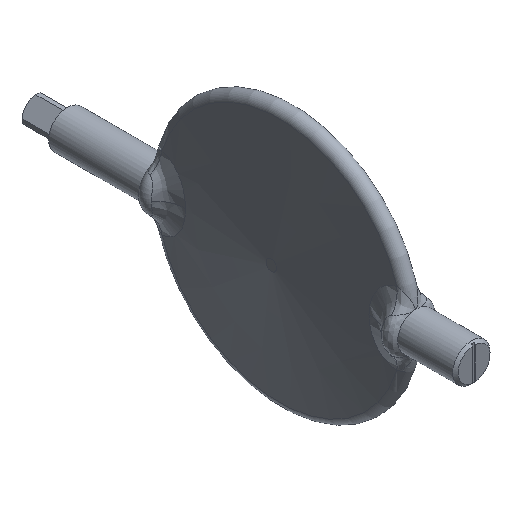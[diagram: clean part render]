
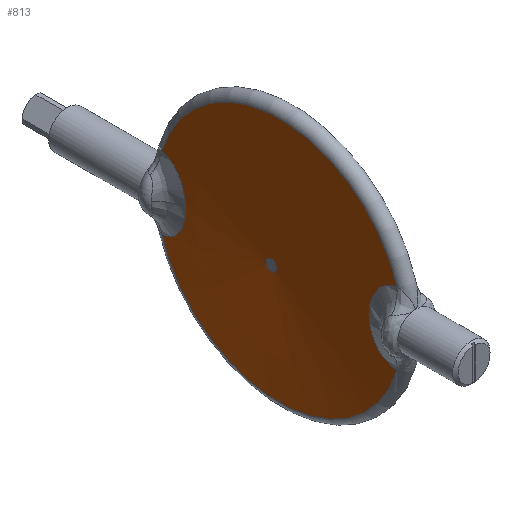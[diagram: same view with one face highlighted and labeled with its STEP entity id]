
A CAD part, isometric view. The second image highlights one B-rep face of the part: STEP entity #813.
In plain terms, the highlighted conical face has half-angle 86.1 degrees and reference radius 24.052 mm.
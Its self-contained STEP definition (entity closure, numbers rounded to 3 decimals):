
#160=CARTESIAN_POINT('',(-2.993,44.038,-13.648));
#161=VERTEX_POINT('',#160);
#320=CARTESIAN_POINT('',(-3.791,34.402,0.0));
#321=VERTEX_POINT('',#320);
#322=CARTESIAN_POINT('',(-2.993,44.038,-13.648));
#323=CARTESIAN_POINT('',(-3.022,43.607,-13.582));
#324=CARTESIAN_POINT('',(-3.082,42.751,-13.392));
#325=CARTESIAN_POINT('',(-3.172,41.509,-12.93));
#326=CARTESIAN_POINT('',(-3.26,40.351,-12.317));
#327=CARTESIAN_POINT('',(-3.345,39.278,-11.562));
#328=CARTESIAN_POINT('',(-3.426,38.299,-10.678));
#329=CARTESIAN_POINT('',(-3.488,37.579,-9.859));
#330=CARTESIAN_POINT('',(-3.556,36.803,-8.818));
#331=CARTESIAN_POINT('',(-3.618,36.135,-7.691));
#332=CARTESIAN_POINT('',(-3.677,35.521,-6.305));
#333=CARTESIAN_POINT('',(-3.719,35.103,-5.086));
#334=CARTESIAN_POINT('',(-3.751,34.784,-3.832));
#335=CARTESIAN_POINT('',(-3.782,34.488,-2.143));
#336=CARTESIAN_POINT('',(-3.791,34.402,-0.856));
#337=CARTESIAN_POINT('',(-3.791,34.402,0.));
#338=B_SPLINE_CURVE_WITH_KNOTS('',3,(#322,#323,#324,#325,#326,#327,#328,#329,#330,#331,#332,#333,#334,#335,#336,#337),.UNSPECIFIED.,.F.,.U.,(4,1,1,1,1,1,1,1,1,1,1,1,1,4),(-1.833,-1.702,-1.571,-1.44,-1.309,-1.178,-1.047,-0.982,-0.785,-0.655,-0.524,-0.393,-0.262,0.0),.UNSPECIFIED.);
#339=EDGE_CURVE('',#161,#321,#338,.T.);
#472=CARTESIAN_POINT('',(-2.993,44.038,13.648));
#473=VERTEX_POINT('',#472);
#474=CARTESIAN_POINT('',(-3.791,34.402,0.));
#475=CARTESIAN_POINT('',(-3.791,34.402,0.856));
#476=CARTESIAN_POINT('',(-3.779,34.517,2.571));
#477=CARTESIAN_POINT('',(-3.737,34.918,4.465));
#478=CARTESIAN_POINT('',(-3.698,35.312,5.696));
#479=CARTESIAN_POINT('',(-3.654,35.756,6.906));
#480=CARTESIAN_POINT('',(-3.589,36.437,8.277));
#481=CARTESIAN_POINT('',(-3.5,37.436,9.696));
#482=CARTESIAN_POINT('',(-3.426,38.298,10.677));
#483=CARTESIAN_POINT('',(-3.318,39.605,11.857));
#484=CARTESIAN_POINT('',(-3.202,41.095,12.776));
#485=CARTESIAN_POINT('',(-3.082,42.751,13.392));
#486=CARTESIAN_POINT('',(-3.022,43.607,13.582));
#487=CARTESIAN_POINT('',(-2.993,44.038,13.648));
#488=B_SPLINE_CURVE_WITH_KNOTS('',3,(#474,#475,#476,#477,#478,#479,#480,#481,#482,#483,#484,#485,#486,#487),.UNSPECIFIED.,.F.,.U.,(4,1,1,1,1,1,1,1,1,1,1,4),(-1.833,-1.571,-1.309,-1.244,-1.178,-0.916,-0.785,-0.655,-0.524,-0.262,-0.131,0.0),.UNSPECIFIED.);
#489=EDGE_CURVE('',#321,#473,#488,.T.);
#646=CARTESIAN_POINT('',(-2.993,-44.038,13.648));
#647=VERTEX_POINT('',#646);
#648=CARTESIAN_POINT('',(-2.993,0.,0.0));
#649=DIRECTION('',(1.0,0.0,0.0));
#650=DIRECTION('',(0.0,1.0,0.0));
#651=AXIS2_PLACEMENT_3D('',#648,#649,#650);
#652=CIRCLE('',#651,46.104);
#653=EDGE_CURVE('',#473,#647,#652,.T.);
#743=CARTESIAN_POINT('',(-4.497,0.,0.0));
#744=DIRECTION('',(1.0,0.,0.0));
#745=DIRECTION('',(0.0,1.0,0.0));
#746=AXIS2_PLACEMENT_3D('',#743,#744,#745);
#747=CONICAL_SURFACE('',#746,24.052,86.1);
#748=CARTESIAN_POINT('',(-6.,2.,0.0));
#749=VERTEX_POINT('',#748);
#750=CARTESIAN_POINT('',(-6.,0.,0.0));
#751=DIRECTION('',(1.0,0.0,0.0));
#752=DIRECTION('',(0.0,1.0,0.0));
#753=AXIS2_PLACEMENT_3D('',#750,#751,#752);
#754=CIRCLE('',#753,2.);
#755=EDGE_CURVE('',#749,#749,#754,.T.);
#756=ORIENTED_EDGE('',*,*,#755,.T.);
#757=EDGE_LOOP('',(#756));
#758=FACE_OUTER_BOUND('',#757,.T.);
#759=ORIENTED_EDGE('',*,*,#489,.F.);
#760=ORIENTED_EDGE('',*,*,#339,.F.);
#761=CARTESIAN_POINT('',(-2.993,-44.038,-13.648));
#762=VERTEX_POINT('',#761);
#763=CARTESIAN_POINT('',(-2.993,0.,0.0));
#764=DIRECTION('',(1.0,0.0,0.0));
#765=DIRECTION('',(0.0,1.0,0.0));
#766=AXIS2_PLACEMENT_3D('',#763,#764,#765);
#767=CIRCLE('',#766,46.104);
#768=EDGE_CURVE('',#762,#161,#767,.T.);
#769=ORIENTED_EDGE('',*,*,#768,.F.);
#770=CARTESIAN_POINT('',(-3.791,-34.402,0.0));
#771=VERTEX_POINT('',#770);
#772=CARTESIAN_POINT('',(-3.791,-34.402,0.));
#773=CARTESIAN_POINT('',(-3.791,-34.402,-0.856));
#774=CARTESIAN_POINT('',(-3.779,-34.517,-2.571));
#775=CARTESIAN_POINT('',(-3.737,-34.918,-4.465));
#776=CARTESIAN_POINT('',(-3.698,-35.312,-5.696));
#777=CARTESIAN_POINT('',(-3.654,-35.756,-6.906));
#778=CARTESIAN_POINT('',(-3.589,-36.437,-8.277));
#779=CARTESIAN_POINT('',(-3.5,-37.436,-9.696));
#780=CARTESIAN_POINT('',(-3.426,-38.298,-10.677));
#781=CARTESIAN_POINT('',(-3.318,-39.605,-11.857));
#782=CARTESIAN_POINT('',(-3.202,-41.095,-12.776));
#783=CARTESIAN_POINT('',(-3.082,-42.751,-13.392));
#784=CARTESIAN_POINT('',(-3.022,-43.607,-13.582));
#785=CARTESIAN_POINT('',(-2.993,-44.038,-13.648));
#786=B_SPLINE_CURVE_WITH_KNOTS('',3,(#772,#773,#774,#775,#776,#777,#778,#779,#780,#781,#782,#783,#784,#785),.UNSPECIFIED.,.F.,.U.,(4,1,1,1,1,1,1,1,1,1,1,4),(-1.833,-1.571,-1.309,-1.244,-1.178,-0.916,-0.785,-0.655,-0.524,-0.262,-0.131,0.0),.UNSPECIFIED.);
#787=EDGE_CURVE('',#771,#762,#786,.T.);
#788=ORIENTED_EDGE('',*,*,#787,.F.);
#789=CARTESIAN_POINT('',(-2.993,-44.038,13.648));
#790=CARTESIAN_POINT('',(-3.022,-43.607,13.582));
#791=CARTESIAN_POINT('',(-3.075,-42.857,13.415));
#792=CARTESIAN_POINT('',(-3.135,-42.027,13.123));
#793=CARTESIAN_POINT('',(-3.224,-40.816,12.604));
#794=CARTESIAN_POINT('',(-3.318,-39.605,11.857));
#795=CARTESIAN_POINT('',(-3.409,-38.503,10.863));
#796=CARTESIAN_POINT('',(-3.46,-37.903,10.227));
#797=CARTESIAN_POINT('',(-3.508,-37.343,9.564));
#798=CARTESIAN_POINT('',(-3.567,-36.687,8.632));
#799=CARTESIAN_POINT('',(-3.612,-36.207,7.778));
#800=CARTESIAN_POINT('',(-3.648,-35.828,6.998));
#801=CARTESIAN_POINT('',(-3.681,-35.486,6.204));
#802=CARTESIAN_POINT('',(-3.732,-34.963,4.678));
#803=CARTESIAN_POINT('',(-3.765,-34.65,3.201));
#804=CARTESIAN_POINT('',(-3.786,-34.445,1.5));
#805=CARTESIAN_POINT('',(-3.791,-34.402,0.642));
#806=CARTESIAN_POINT('',(-3.791,-34.402,0.));
#807=B_SPLINE_CURVE_WITH_KNOTS('',3,(#789,#790,#791,#792,#793,#794,#795,#796,#797,#798,#799,#800,#801,#802,#803,#804,#805,#806),.UNSPECIFIED.,.F.,.U.,(4,1,1,1,1,1,1,1,1,1,1,1,1,1,1,4),(-1.833,-1.702,-1.604,-1.571,-1.309,-1.178,-1.129,-1.047,-0.916,-0.785,-0.753,-0.655,-0.524,-0.262,-0.196,0.0),.UNSPECIFIED.);
#808=EDGE_CURVE('',#647,#771,#807,.T.);
#809=ORIENTED_EDGE('',*,*,#808,.F.);
#810=ORIENTED_EDGE('',*,*,#653,.F.);
#811=EDGE_LOOP('',(#759,#760,#769,#788,#809,#810));
#812=FACE_BOUND('',#811,.T.);
#813=ADVANCED_FACE('',(#758,#812),#747,.T.);
